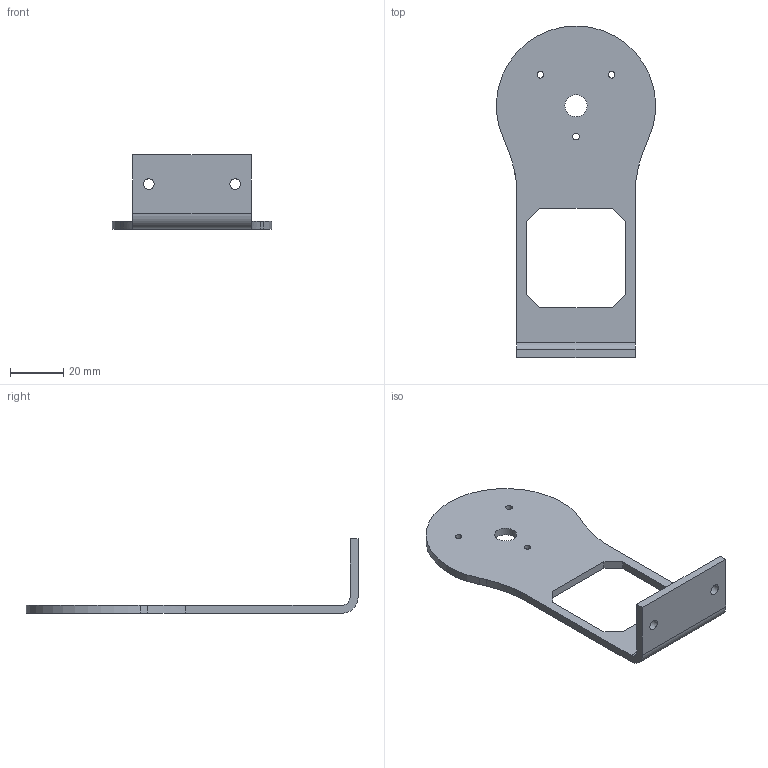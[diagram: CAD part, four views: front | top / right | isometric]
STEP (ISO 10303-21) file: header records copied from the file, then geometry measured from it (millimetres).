
FILE_DESCRIPTION(/* description */ (''),/* implementation_level */ '2;1');
FILE_NAME(/* name */ 'RR-PCSS-W4M1D.1.stp',/* time_stamp */ '2021-10-25T15:37:43+02:00',/* author */ ('marci'),/* organization */ (''),/* preprocessor_version */ 'ST-DEVELOPER v18.1',/* originating_system */ 'Autodesk Inventor 2021',/* authorisation */ '');
FILE_SCHEMA (('AUTOMOTIVE_DESIGN { 1 0 10303 214 3 1 1 }'));
Length unit declared in the file: millimetre
Products named in the file (1): RR-PCSS-W4M1D.1
Bounding box: 59.9 x 125 x 28 mm (x, y, z)
Volume: 16420.1 mm3; surface area: 12715.2 mm2
Topology: 1 solids, 1 shells, 28 faces, 84 edges, 64 vertices
Faces by surface type: plane 15, cylinder 9, bspline 4
Full cylindrical faces by diameter (mm): 2.5 x3, 4 x2, 8.3 x1
Entity records: 1069 total; most frequent: CARTESIAN_POINT 262, ORIENTED_EDGE 156, DIRECTION 138, EDGE_CURVE 78, LINE 52, VECTOR 52, VERTEX_POINT 52, AXIS2_PLACEMENT_3D 43
